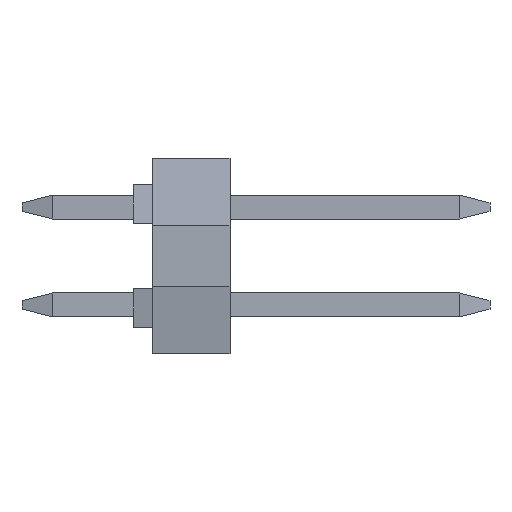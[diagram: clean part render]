
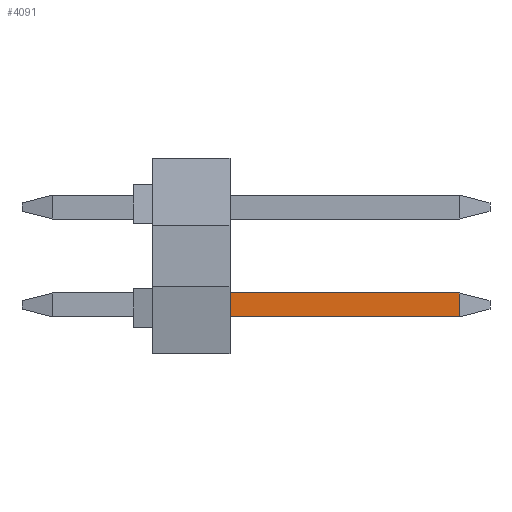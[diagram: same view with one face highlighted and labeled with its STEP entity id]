
A CAD part, left-side view. The second image highlights one B-rep face of the part: STEP entity #4091.
In plain terms, the highlighted planar face has unit normal (-1, 0, 0).
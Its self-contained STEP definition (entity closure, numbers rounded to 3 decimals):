
#17=DIRECTION('',(0.,0.,-1.));
#18=VECTOR('',#17,0.62);
#19=CARTESIAN_POINT('',(-5.39,-1.,-0.96));
#20=LINE('',#19,#18);
#313=DIRECTION('',(0.,0.,1.));
#314=VECTOR('',#313,0.62);
#315=CARTESIAN_POINT('',(-5.39,-6.95,-1.58));
#316=LINE('',#315,#314);
#317=DIRECTION('',(0.,1.,0.));
#318=VECTOR('',#317,5.95);
#319=CARTESIAN_POINT('',(-5.39,-6.95,-1.58));
#320=LINE('',#319,#318);
#321=DIRECTION('',(0.,-1.,0.));
#322=VECTOR('',#321,5.95);
#323=CARTESIAN_POINT('',(-5.39,-1.,-0.96));
#324=LINE('',#323,#322);
#3045=CARTESIAN_POINT('',(-5.39,-1.,-0.96));
#3046=CARTESIAN_POINT('',(-5.39,-1.,-1.58));
#3047=VERTEX_POINT('',#3045);
#3048=VERTEX_POINT('',#3046);
#3106=CARTESIAN_POINT('',(-5.39,-6.95,-1.58));
#3108=VERTEX_POINT('',#3106);
#3117=CARTESIAN_POINT('',(-5.39,-6.95,-0.96));
#3118=VERTEX_POINT('',#3117);
#4077=CARTESIAN_POINT('',(-5.39,0.,0.));
#4078=DIRECTION('',(1.,0.,0.));
#4079=DIRECTION('',(0.,0.,-1.));
#4080=AXIS2_PLACEMENT_3D('',#4077,#4078,#4079);
#4081=PLANE('',#4080);
#4083=ORIENTED_EDGE('',*,*,#4082,.F.);
#4085=ORIENTED_EDGE('',*,*,#4084,.T.);
#4086=ORIENTED_EDGE('',*,*,#3944,.F.);
#4088=ORIENTED_EDGE('',*,*,#4087,.T.);
#4089=EDGE_LOOP('',(#4083,#4085,#4086,#4088));
#4090=FACE_OUTER_BOUND('',#4089,.F.);
#4091=ADVANCED_FACE('',(#4090),#4081,.F.);
#3944=EDGE_CURVE('',#3047,#3048,#20,.T.);
#4082=EDGE_CURVE('',#3108,#3118,#316,.T.);
#4084=EDGE_CURVE('',#3108,#3048,#320,.T.);
#4087=EDGE_CURVE('',#3047,#3118,#324,.T.);
